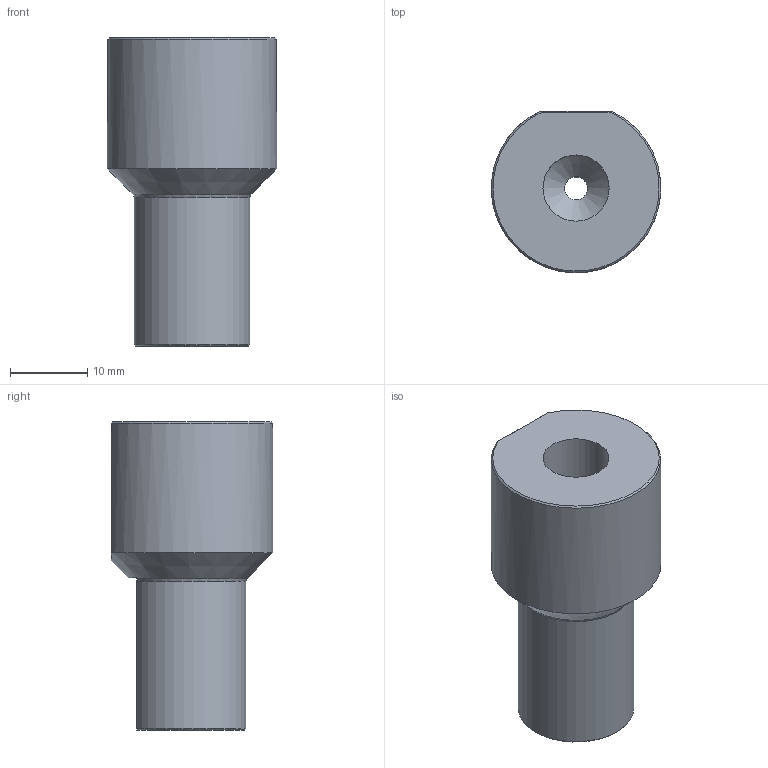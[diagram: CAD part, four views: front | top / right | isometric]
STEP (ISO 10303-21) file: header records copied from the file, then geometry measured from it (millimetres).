
FILE_DESCRIPTION(/* description */ (''),/* implementation_level */ '2;1');
FILE_NAME(/* name */ '4 - porte-outil revidage Ø3.stp',/* time_stamp */ '2015-05-29T13:57:02+02:00',/* author */ ('AIm'),/* organization */ (''),/* preprocessor_version */ 'ST-DEVELOPER v16.1',/* originating_system */ 'Autodesk Inventor 2016',/* authorisation */ '');
FILE_SCHEMA (('AUTOMOTIVE_DESIGN { 1 0 10303 214 3 1 1 }'));
Length unit declared in the file: millimetre
Products named in the file (1): 4 - porte-outil revidage Ø3
Bounding box: 21.98 x 20.99 x 40 mm (x, y, z)
Volume: 9366.8 mm3; surface area: 3597.8 mm2
Topology: 1 solids, 1 shells, 17 faces, 38 edges, 23 vertices
Faces by surface type: cone 7, plane 6, cylinder 4
Full cylindrical faces by diameter (mm): 3 x1, 8.6 x1
Entity records: 434 total; most frequent: CARTESIAN_POINT 88, DIRECTION 68, ORIENTED_EDGE 60, EDGE_CURVE 30, AXIS2_PLACEMENT_3D 30, EDGE_LOOP 23, VERTEX_POINT 21, FACE_OUTER_BOUND 16
